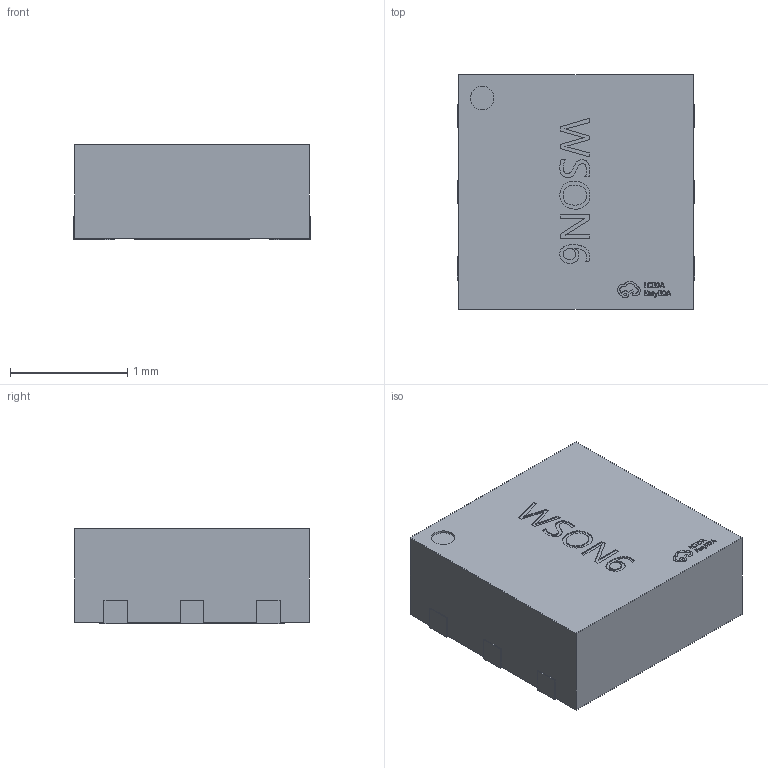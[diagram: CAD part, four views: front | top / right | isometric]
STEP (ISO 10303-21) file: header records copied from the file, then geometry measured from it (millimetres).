
FILE_DESCRIPTION(('FreeCAD Model'),'2;1');
FILE_NAME('Open CASCADE Shape Model','2023-11-23T11:15:35',(''),(''), 'Open CASCADE STEP processor 7.6','FreeCAD','Unknown');
FILE_SCHEMA(('AUTOMOTIVE_DESIGN { 1 0 10303 214 1 1 1 1 }'));
Length unit declared in the file: millimetre
Products named in the file (17): U1; WSON-6_L2.0-W2.0-P0.65-TL-EP; COMPOUND014; COMPOUND; COMPOUND001; COMPOUND002; COMPOUND003; COMPOUND004; COMPOUND005; COMPOUND006; COMPOUND007; COMPOUND008; COMPOUND009; COMPOUND010; COMPOUND011; COMPOUND012; COMPOUND013
Assembly tree (16 placements, depth 4):
  U1
    WSON-6_L2.0-W2.0-P0.65-TL-EP
      COMPOUND014
        COMPOUND
        COMPOUND001
        COMPOUND002
        COMPOUND003
        COMPOUND004
        COMPOUND005
        COMPOUND006
        COMPOUND007
        COMPOUND008
        COMPOUND009
        COMPOUND010
        COMPOUND011
        COMPOUND012
        COMPOUND013
Bounding box: 2.02 x 2 x 0.81 mm (x, y, z)
Volume: 3.2 mm3; surface area: 14.7 mm2
Topology: 14 solids, 14 shells, 423 faces, 1137 edges, 758 vertices
Faces by surface type: plane 258, bspline 154, cylinder 11
Entity records: 17824 total; most frequent: CARTESIAN_POINT 6817, ORIENTED_EDGE 2274, DIRECTION 1419, EDGE_CURVE 1137, LINE 803, VECTOR 803, VERTEX_POINT 758, FACE_BOUND 451
